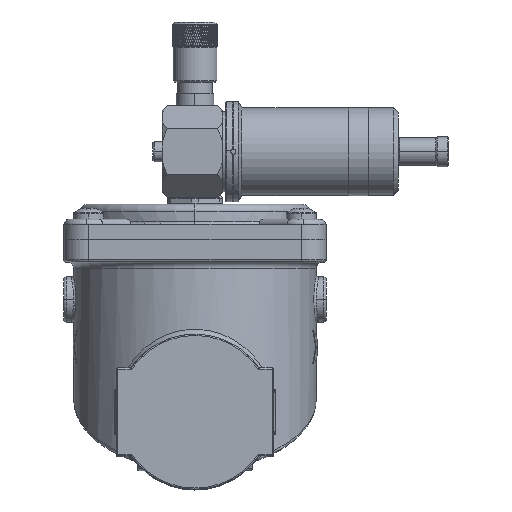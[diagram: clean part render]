
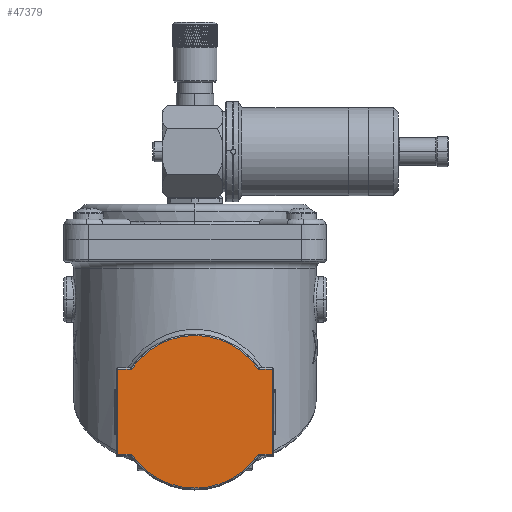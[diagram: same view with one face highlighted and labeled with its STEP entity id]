
A CAD part, top view. The second image highlights one B-rep face of the part: STEP entity #47379.
In plain terms, the highlighted planar face has unit normal (0, 0, 1).
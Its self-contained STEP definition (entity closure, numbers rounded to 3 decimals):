
#227 = VERTEX_POINT ( 'NONE', #13280 ) ;
#810 = ORIENTED_EDGE ( 'NONE', *, *, #65297, .T. ) ;
#1318 = ORIENTED_EDGE ( 'NONE', *, *, #82867, .F. ) ;
#1356 = EDGE_CURVE ( 'Defeature completata1_2596+Defeature completata1_2514+Defeature completata1_2631+Defeature completata1_2579', #11984, #227, #79647, .T. ) ;
#1625 = ORIENTED_EDGE ( 'NONE', *, *, #55125, .T. ) ;
#2318 = EDGE_CURVE ( 'Defeature completata1_2580+Defeature completata1_2596+Defeature completata1_2513+Defeature completata1_2644', #19731, #27205, #78025, .T. ) ;
#3055 = DIRECTION ( 'NONE',  ( 0., -1., 0. ) ) ;
#3585 = LINE ( 'NONE', #58376, #66616 ) ;
#3728 = CARTESIAN_POINT ( 'NONE',  ( 25.03, -77.429, 77. ) ) ;
#4967 = CARTESIAN_POINT ( 'NONE',  ( 25.851, -78., 77. ) ) ;
#6413 = VERTEX_POINT ( 'NONE', #40918 ) ;
#11019 = ORIENTED_EDGE ( 'NONE', *, *, #63266, .T. ) ;
#11984 = VERTEX_POINT ( 'NONE', #90038 ) ;
#12408 = DIRECTION ( 'NONE',  ( -1., 0., 0. ) ) ;
#12895 = EDGE_CURVE ( 'Defeature completata1_2596+Defeature completata1_2512+Defeature completata1_2653+Defeature completata1_2595', #46295, #19441, #55370, .T. ) ;
#13280 = CARTESIAN_POINT ( 'NONE',  ( 25.851, -43., 77. ) ) ;
#14939 = CIRCLE ( 'NONE', #52562, 30.5 ) ;
#16391 = EDGE_LOOP ( 'NONE', ( #95398, #51704, #66723, #11019, #1625, #17467, #1318, #51597, #36230, #810, #88616, #84322 ) ) ;
#17467 = ORIENTED_EDGE ( 'NONE', *, *, #1356, .T. ) ;
#17756 = CARTESIAN_POINT ( 'NONE',  ( 25.851, -77., 77. ) ) ;
#18091 = DIRECTION ( 'NONE',  ( -1., 0., 0. ) ) ;
#18782 = CARTESIAN_POINT ( 'NONE',  ( -25.851, -78., 77. ) ) ;
#18876 = EDGE_CURVE ( 'Defeature completata1_2596+Defeature completata1_2644+Defeature completata1_2579+Defeature completata1_2580', #100271, #27205, #91155, .T. ) ;
#19441 = VERTEX_POINT ( 'NONE', #28387 ) ;
#19731 = VERTEX_POINT ( 'NONE', #56969 ) ;
#20824 = CIRCLE ( 'NONE', #56818, 1. ) ;
#22319 = CARTESIAN_POINT ( 'NONE',  ( -31., -77.5, 77. ) ) ;
#26189 = CARTESIAN_POINT ( 'NONE',  ( 31.5, -77., 77. ) ) ;
#26665 = CIRCLE ( 'NONE', #39769, 1. ) ;
#27205 = VERTEX_POINT ( 'NONE', #48042 ) ;
#28387 = CARTESIAN_POINT ( 'NONE',  ( -25.851, -77., 77. ) ) ;
#28964 = VECTOR ( 'NONE', #62032, 1000. ) ;
#30802 = CARTESIAN_POINT ( 'NONE',  ( 0., -77., 77. ) ) ;
#30851 = EDGE_CURVE ( 'Defeature completata1_2595+Defeature completata1_2596+Defeature completata1_2663+Defeature completata1_2512', #58515, #19441, #26665, .T. ) ;
#34788 = DIRECTION ( 'NONE',  ( 0., 0., -1. ) ) ;
#34841 = DIRECTION ( 'NONE',  ( 0., 1., 0. ) ) ;
#35934 = DIRECTION ( 'NONE',  ( 0., 0., 1. ) ) ;
#36230 = ORIENTED_EDGE ( 'NONE', *, *, #2318, .F. ) ;
#36253 = CARTESIAN_POINT ( 'NONE',  ( -31., -43., 77. ) ) ;
#36500 = DIRECTION ( 'NONE',  ( 0., 0., 1. ) ) ;
#37971 = VERTEX_POINT ( 'NONE', #17756 ) ;
#39009 = CARTESIAN_POINT ( 'NONE',  ( -25.03, -77.429, 77. ) ) ;
#39769 = AXIS2_PLACEMENT_3D ( 'NONE', #18782, #50047, #89036 ) ;
#40680 = CARTESIAN_POINT ( 'NONE',  ( 25.588, -43., 77. ) ) ;
#40918 = CARTESIAN_POINT ( 'NONE',  ( 31., -77., 77. ) ) ;
#41201 = LINE ( 'NONE', #95535, #94329 ) ;
#41277 = EDGE_CURVE ( 'Defeature completata1_2596+Defeature completata1_2663+Defeature completata1_2595+Defeature completata1_2597', #58515, #82763, #14939, .T. ) ;
#42464 = PLANE ( 'NONE',  #85304 ) ;
#44114 = CARTESIAN_POINT ( 'NONE',  ( 0., -60., 77. ) ) ;
#44167 = CARTESIAN_POINT ( 'NONE',  ( 25.851, -42., 77. ) ) ;
#44735 = VERTEX_POINT ( 'NONE', #36253 ) ;
#44919 = DIRECTION ( 'NONE',  ( 0., 0., 1. ) ) ;
#45340 = AXIS2_PLACEMENT_3D ( 'NONE', #44114, #35934, #67182 ) ;
#46295 = VERTEX_POINT ( 'NONE', #53552 ) ;
#47379 = ADVANCED_FACE ( 'Defeature completata1_2596', ( #89136 ), #42464, .F. ) ;
#48042 = CARTESIAN_POINT ( 'NONE',  ( -25.03, -42.571, 77. ) ) ;
#49261 = DIRECTION ( 'NONE',  ( 1., 0., 0. ) ) ;
#50047 = DIRECTION ( 'NONE',  ( 0., 0., 1. ) ) ;
#51597 = ORIENTED_EDGE ( 'NONE', *, *, #18876, .T. ) ;
#51704 = ORIENTED_EDGE ( 'NONE', *, *, #41277, .T. ) ;
#52562 = AXIS2_PLACEMENT_3D ( 'NONE', #75389, #67708, #98979 ) ;
#53552 = CARTESIAN_POINT ( 'NONE',  ( -31., -77., 77. ) ) ;
#54426 = DIRECTION ( 'NONE',  ( -1., 0., 0. ) ) ;
#54915 = LINE ( 'NONE', #26189, #84391 ) ;
#55125 = EDGE_CURVE ( 'Defeature completata1_2596+Defeature completata1_2631+Defeature completata1_2515+Defeature completata1_2514', #6413, #11984, #3585, .T. ) ;
#55370 = LINE ( 'NONE', #30802, #28964 ) ;
#56818 = AXIS2_PLACEMENT_3D ( 'NONE', #4967, #44919, #60282 ) ;
#56969 = CARTESIAN_POINT ( 'NONE',  ( -25.851, -43., 77. ) ) ;
#57048 = DIRECTION ( 'NONE',  ( -1., 0., 0. ) ) ;
#58376 = CARTESIAN_POINT ( 'NONE',  ( 31., -42.5, 77. ) ) ;
#58515 = VERTEX_POINT ( 'NONE', #39009 ) ;
#60282 = DIRECTION ( 'NONE',  ( -1., 0., 0. ) ) ;
#61585 = CARTESIAN_POINT ( 'NONE',  ( -25.851, -42., 77. ) ) ;
#62032 = DIRECTION ( 'NONE',  ( 1., 0., 0. ) ) ;
#63266 = EDGE_CURVE ( 'Defeature completata1_2596+Defeature completata1_2515+Defeature completata1_2597+Defeature completata1_2631', #37971, #6413, #54915, .T. ) ;
#63626 = DIRECTION ( 'NONE',  ( 0., 0., 1. ) ) ;
#64890 = CARTESIAN_POINT ( 'NONE',  ( 25.03, -42.571, 77. ) ) ;
#65297 = EDGE_CURVE ( 'Defeature completata1_2596+Defeature completata1_2513+Defeature completata1_2580+Defeature completata1_2653', #19731, #44735, #41201, .T. ) ;
#66043 = DIRECTION ( 'NONE',  ( -1., 0., 0. ) ) ;
#66616 = VECTOR ( 'NONE', #34841, 1000. ) ;
#66723 = ORIENTED_EDGE ( 'NONE', *, *, #93070, .F. ) ;
#67182 = DIRECTION ( 'NONE',  ( -1., 0., 0. ) ) ;
#67708 = DIRECTION ( 'NONE',  ( 0., 0., 1. ) ) ;
#70771 = CIRCLE ( 'NONE', #80596, 1. ) ;
#73371 = EDGE_CURVE ( 'Defeature completata1_2596+Defeature completata1_2653+Defeature completata1_2513+Defeature completata1_2512', #44735, #46295, #92559, .T. ) ;
#73735 = CARTESIAN_POINT ( 'NONE',  ( 0., -60., 77. ) ) ;
#75389 = CARTESIAN_POINT ( 'NONE',  ( 0., -60., 77. ) ) ;
#77952 = AXIS2_PLACEMENT_3D ( 'NONE', #61585, #63626, #54426 ) ;
#78025 = CIRCLE ( 'NONE', #77952, 1. ) ;
#79647 = LINE ( 'NONE', #40680, #87895 ) ;
#80596 = AXIS2_PLACEMENT_3D ( 'NONE', #44167, #36500, #12408 ) ;
#82763 = VERTEX_POINT ( 'NONE', #3728 ) ;
#82867 = EDGE_CURVE ( 'Defeature completata1_2579+Defeature completata1_2596+Defeature completata1_2644+Defeature completata1_2514', #100271, #227, #70771, .T. ) ;
#84322 = ORIENTED_EDGE ( 'NONE', *, *, #12895, .T. ) ;
#84391 = VECTOR ( 'NONE', #49261, 1000. ) ;
#85304 = AXIS2_PLACEMENT_3D ( 'NONE', #73735, #34788, #66043 ) ;
#87895 = VECTOR ( 'NONE', #18091, 1000. ) ;
#88616 = ORIENTED_EDGE ( 'NONE', *, *, #73371, .T. ) ;
#89036 = DIRECTION ( 'NONE',  ( -1., 0., 0. ) ) ;
#89136 = FACE_OUTER_BOUND ( 'NONE', #16391, .T. ) ;
#90038 = CARTESIAN_POINT ( 'NONE',  ( 31., -43., 77. ) ) ;
#91155 = CIRCLE ( 'NONE', #45340, 30.5 ) ;
#92559 = LINE ( 'NONE', #22319, #96655 ) ;
#93070 = EDGE_CURVE ( 'Defeature completata1_2597+Defeature completata1_2596+Defeature completata1_2515+Defeature completata1_2663', #37971, #82763, #20824, .T. ) ;
#94329 = VECTOR ( 'NONE', #57048, 1000. ) ;
#95398 = ORIENTED_EDGE ( 'NONE', *, *, #30851, .F. ) ;
#95535 = CARTESIAN_POINT ( 'NONE',  ( 0., -43., 77. ) ) ;
#96655 = VECTOR ( 'NONE', #3055, 1000. ) ;
#98979 = DIRECTION ( 'NONE',  ( -1., 0., 0. ) ) ;
#100271 = VERTEX_POINT ( 'NONE', #64890 ) ;
